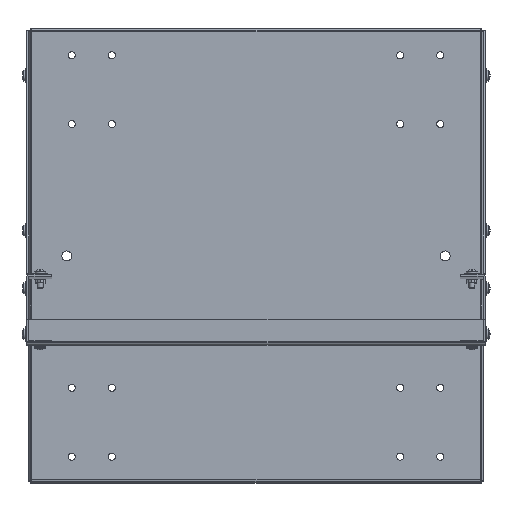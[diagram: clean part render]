
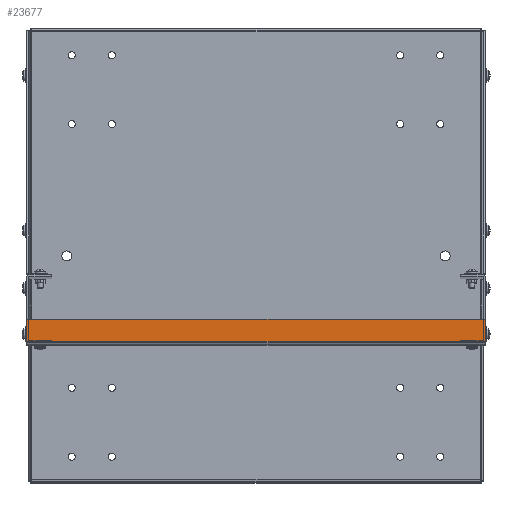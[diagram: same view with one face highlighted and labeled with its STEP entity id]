
A CAD part, top view. The second image highlights one B-rep face of the part: STEP entity #23677.
In plain terms, the highlighted planar face has unit normal (0, 0, 1).
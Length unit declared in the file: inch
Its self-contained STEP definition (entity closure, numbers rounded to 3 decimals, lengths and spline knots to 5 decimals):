
#638 = AXIS2_PLACEMENT_3D ( 'NONE', #25600, #3505, #13418 ) ;
#1083 = LINE ( 'NONE', #6200, #26300 ) ;
#1624 = VECTOR ( 'NONE', #12372, 39.37008 ) ;
#3505 = DIRECTION ( 'NONE',  ( 0., 0., 1. ) ) ;
#3853 = ORIENTED_EDGE ( 'NONE', *, *, #10620, .F. ) ;
#4447 = LINE ( 'NONE', #22098, #8089 ) ;
#6200 = CARTESIAN_POINT ( 'NONE',  ( -10.001, -3.858, 65.125 ) ) ;
#7209 = ORIENTED_EDGE ( 'NONE', *, *, #24435, .F. ) ;
#8089 = VECTOR ( 'NONE', #22585, 39.37008 ) ;
#8507 = EDGE_CURVE ( 'NONE', #11174, #25651, #1083, .T. ) ;
#8644 = VERTEX_POINT ( 'NONE', #18894 ) ;
#10620 = EDGE_CURVE ( 'NONE', #8644, #29716, #21759, .T. ) ;
#11174 = VERTEX_POINT ( 'NONE', #32201 ) ;
#12372 = DIRECTION ( 'NONE',  ( 0., -1., 0. ) ) ;
#12877 = VECTOR ( 'NONE', #21744, 39.37008 ) ;
#13418 = DIRECTION ( 'NONE',  ( 0., 1., 0. ) ) ;
#14169 = LINE ( 'NONE', #19416, #12877 ) ;
#14811 = CARTESIAN_POINT ( 'NONE',  ( -10.001, -2.876, 65.125 ) ) ;
#18894 = CARTESIAN_POINT ( 'NONE',  ( 9.999, -2.876, 65.125 ) ) ;
#19416 = CARTESIAN_POINT ( 'NONE',  ( 9.999, -2.876, 65.125 ) ) ;
#21744 = DIRECTION ( 'NONE',  ( -1., 0., 0. ) ) ;
#21759 = LINE ( 'NONE', #27169, #1624 ) ;
#22098 = CARTESIAN_POINT ( 'NONE',  ( 9.999, -3.858, 65.125 ) ) ;
#22565 = ORIENTED_EDGE ( 'NONE', *, *, #26881, .T. ) ;
#22585 = DIRECTION ( 'NONE',  ( -1., 0., 0. ) ) ;
#23133 = FACE_OUTER_BOUND ( 'NONE', #24988, .T. ) ;
#23677 = ADVANCED_FACE ( 'NONE', ( #23133 ), #30850, .T. ) ;
#24435 = EDGE_CURVE ( 'NONE', #29716, #11174, #4447, .T. ) ;
#24988 = EDGE_LOOP ( 'NONE', ( #3853, #22565, #25430, #7209 ) ) ;
#25430 = ORIENTED_EDGE ( 'NONE', *, *, #8507, .F. ) ;
#25600 = CARTESIAN_POINT ( 'NONE',  ( 9.999, -4.001, 65.125 ) ) ;
#25651 = VERTEX_POINT ( 'NONE', #14811 ) ;
#26300 = VECTOR ( 'NONE', #28280, 39.37008 ) ;
#26881 = EDGE_CURVE ( 'NONE', #8644, #25651, #14169, .T. ) ;
#27169 = CARTESIAN_POINT ( 'NONE',  ( 9.999, -4.001, 65.125 ) ) ;
#28280 = DIRECTION ( 'NONE',  ( 0., 1., 0. ) ) ;
#28455 = CARTESIAN_POINT ( 'NONE',  ( 9.999, -3.858, 65.125 ) ) ;
#29716 = VERTEX_POINT ( 'NONE', #28455 ) ;
#30850 = PLANE ( 'NONE',  #638 ) ;
#32201 = CARTESIAN_POINT ( 'NONE',  ( -10.001, -3.858, 65.125 ) ) ;
